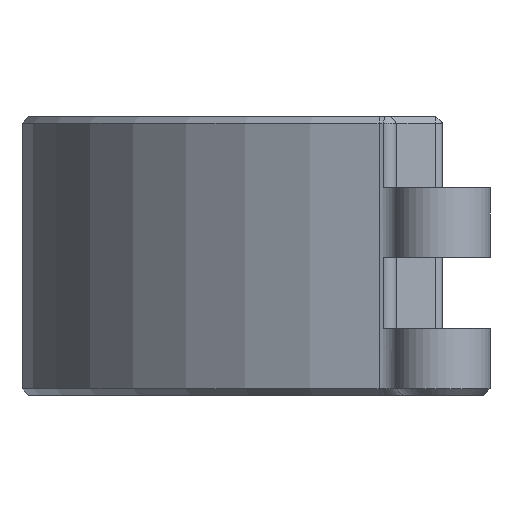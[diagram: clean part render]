
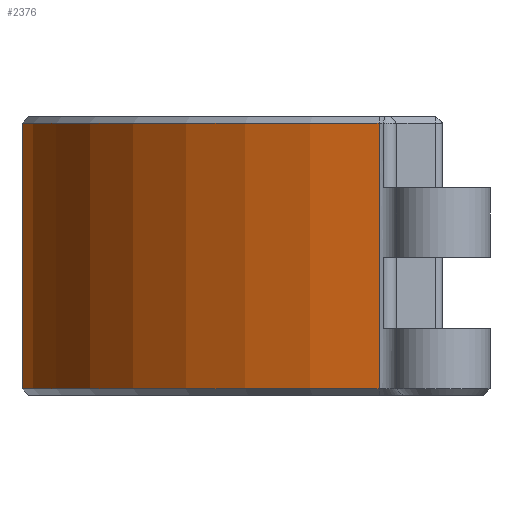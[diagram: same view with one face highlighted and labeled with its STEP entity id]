
A CAD part, left-side view. The second image highlights one B-rep face of the part: STEP entity #2376.
In plain terms, the highlighted cylindrical face has radius 57.422 mm (diameter 114.845 mm), a partial arc.
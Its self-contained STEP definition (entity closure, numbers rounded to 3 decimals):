
#304 = CONICAL_SURFACE('',#305,57.423,0.785);
#305 = AXIS2_PLACEMENT_3D('',#306,#307,#308);
#306 = CARTESIAN_POINT('',(0.,0.,-18.1));
#307 = DIRECTION('',(0.,0.,1.));
#308 = DIRECTION('',(-0.989,0.15,0.));
#616 = CYLINDRICAL_SURFACE('',#617,3.);
#617 = AXIS2_PLACEMENT_3D('',#618,#619,#620);
#618 = CARTESIAN_POINT('',(-59.737,9.073,-19.));
#619 = DIRECTION('',(-0.,-0.,-1.));
#620 = DIRECTION('',(1.,0.,0.));
#1062 = VERTEX_POINT('',#1063);
#1063 = CARTESIAN_POINT('',(56.882,7.863,-18.1));
#1099 = CYLINDRICAL_SURFACE('',#1100,1.);
#1100 = AXIS2_PLACEMENT_3D('',#1101,#1102,#1103);
#1101 = CARTESIAN_POINT('',(57.872,8.,-19.));
#1102 = DIRECTION('',(-0.,-0.,-1.));
#1103 = DIRECTION('',(1.,0.,0.));
#1167 = VERTEX_POINT('',#1168);
#1168 = CARTESIAN_POINT('',(-56.771,8.623,-18.1));
#1189 = EDGE_CURVE('',#1167,#1062,#1190,.T.);
#1190 = SURFACE_CURVE('',#1191,(#1196,#1203),.PCURVE_S1.);
#1191 = CIRCLE('',#1192,57.423);
#1192 = AXIS2_PLACEMENT_3D('',#1193,#1194,#1195);
#1193 = CARTESIAN_POINT('',(0.,0.,-18.1));
#1194 = DIRECTION('',(0.,0.,-1.));
#1195 = DIRECTION('',(-0.989,0.15,0.));
#1196 = PCURVE('',#304,#1197);
#1197 = DEFINITIONAL_REPRESENTATION('',(#1198),#1202);
#1198 = LINE('',#1199,#1200);
#1199 = CARTESIAN_POINT('',(-0.,-0.));
#1200 = VECTOR('',#1201,1.);
#1201 = DIRECTION('',(-1.,-0.));
#1202 = ( GEOMETRIC_REPRESENTATION_CONTEXT(2) 
PARAMETRIC_REPRESENTATION_CONTEXT() REPRESENTATION_CONTEXT('2D SPACE',''
  ) );
#1203 = PCURVE('',#1204,#1209);
#1204 = CYLINDRICAL_SURFACE('',#1205,57.423);
#1205 = AXIS2_PLACEMENT_3D('',#1206,#1207,#1208);
#1206 = CARTESIAN_POINT('',(0.,0.,-19.));
#1207 = DIRECTION('',(-0.,-0.,-1.));
#1208 = DIRECTION('',(1.,0.,0.));
#1209 = DEFINITIONAL_REPRESENTATION('',(#1210),#1214);
#1210 = LINE('',#1211,#1212);
#1211 = CARTESIAN_POINT('',(-2.991,-0.9));
#1212 = VECTOR('',#1213,1.);
#1213 = DIRECTION('',(1.,-0.));
#1214 = ( GEOMETRIC_REPRESENTATION_CONTEXT(2) 
PARAMETRIC_REPRESENTATION_CONTEXT() REPRESENTATION_CONTEXT('2D SPACE',''
  ) );
#1650 = VERTEX_POINT('',#1651);
#1651 = CARTESIAN_POINT('',(-56.771,8.623,18.1));
#1678 = EDGE_CURVE('',#1167,#1650,#1679,.T.);
#1679 = SURFACE_CURVE('',#1680,(#1684,#1691),.PCURVE_S1.);
#1680 = LINE('',#1681,#1682);
#1681 = CARTESIAN_POINT('',(-56.771,8.623,-19.));
#1682 = VECTOR('',#1683,1.);
#1683 = DIRECTION('',(0.,0.,1.));
#1684 = PCURVE('',#616,#1685);
#1685 = DEFINITIONAL_REPRESENTATION('',(#1686),#1690);
#1686 = LINE('',#1687,#1688);
#1687 = CARTESIAN_POINT('',(-6.132,0.));
#1688 = VECTOR('',#1689,1.);
#1689 = DIRECTION('',(-0.,-1.));
#1690 = ( GEOMETRIC_REPRESENTATION_CONTEXT(2) 
PARAMETRIC_REPRESENTATION_CONTEXT() REPRESENTATION_CONTEXT('2D SPACE',''
  ) );
#1691 = PCURVE('',#1204,#1692);
#1692 = DEFINITIONAL_REPRESENTATION('',(#1693),#1697);
#1693 = LINE('',#1694,#1695);
#1694 = CARTESIAN_POINT('',(-2.991,0.));
#1695 = VECTOR('',#1696,1.);
#1696 = DIRECTION('',(-0.,-1.));
#1697 = ( GEOMETRIC_REPRESENTATION_CONTEXT(2) 
PARAMETRIC_REPRESENTATION_CONTEXT() REPRESENTATION_CONTEXT('2D SPACE',''
  ) );
#2325 = EDGE_CURVE('',#1062,#2326,#2328,.T.);
#2326 = VERTEX_POINT('',#2327);
#2327 = CARTESIAN_POINT('',(56.882,7.863,18.1));
#2328 = SURFACE_CURVE('',#2329,(#2333,#2340),.PCURVE_S1.);
#2329 = LINE('',#2330,#2331);
#2330 = CARTESIAN_POINT('',(56.882,7.863,-19.));
#2331 = VECTOR('',#2332,1.);
#2332 = DIRECTION('',(0.,0.,1.));
#2333 = PCURVE('',#1099,#2334);
#2334 = DEFINITIONAL_REPRESENTATION('',(#2335),#2339);
#2335 = LINE('',#2336,#2337);
#2336 = CARTESIAN_POINT('',(-3.279,0.));
#2337 = VECTOR('',#2338,1.);
#2338 = DIRECTION('',(-0.,-1.));
#2339 = ( GEOMETRIC_REPRESENTATION_CONTEXT(2) 
PARAMETRIC_REPRESENTATION_CONTEXT() REPRESENTATION_CONTEXT('2D SPACE',''
  ) );
#2340 = PCURVE('',#1204,#2341);
#2341 = DEFINITIONAL_REPRESENTATION('',(#2342),#2346);
#2342 = LINE('',#2343,#2344);
#2343 = CARTESIAN_POINT('',(-0.137,0.));
#2344 = VECTOR('',#2345,1.);
#2345 = DIRECTION('',(-0.,-1.));
#2346 = ( GEOMETRIC_REPRESENTATION_CONTEXT(2) 
PARAMETRIC_REPRESENTATION_CONTEXT() REPRESENTATION_CONTEXT('2D SPACE',''
  ) );
#2376 = ADVANCED_FACE('',(#2377),#1204,.T.);
#2377 = FACE_BOUND('',#2378,.F.);
#2378 = EDGE_LOOP('',(#2379,#2380,#2407,#2408));
#2379 = ORIENTED_EDGE('',*,*,#2325,.T.);
#2380 = ORIENTED_EDGE('',*,*,#2381,.T.);
#2381 = EDGE_CURVE('',#2326,#1650,#2382,.T.);
#2382 = SURFACE_CURVE('',#2383,(#2388,#2395),.PCURVE_S1.);
#2383 = CIRCLE('',#2384,57.423);
#2384 = AXIS2_PLACEMENT_3D('',#2385,#2386,#2387);
#2385 = CARTESIAN_POINT('',(0.,0.,18.1));
#2386 = DIRECTION('',(0.,-0.,1.));
#2387 = DIRECTION('',(0.991,0.137,0.));
#2388 = PCURVE('',#1204,#2389);
#2389 = DEFINITIONAL_REPRESENTATION('',(#2390),#2394);
#2390 = LINE('',#2391,#2392);
#2391 = CARTESIAN_POINT('',(-0.137,-37.1));
#2392 = VECTOR('',#2393,1.);
#2393 = DIRECTION('',(-1.,0.));
#2394 = ( GEOMETRIC_REPRESENTATION_CONTEXT(2) 
PARAMETRIC_REPRESENTATION_CONTEXT() REPRESENTATION_CONTEXT('2D SPACE',''
  ) );
#2395 = PCURVE('',#2396,#2401);
#2396 = CONICAL_SURFACE('',#2397,57.423,0.785);
#2397 = AXIS2_PLACEMENT_3D('',#2398,#2399,#2400);
#2398 = CARTESIAN_POINT('',(0.,0.,18.1));
#2399 = DIRECTION('',(-0.,-0.,-1.));
#2400 = DIRECTION('',(0.991,0.137,0.));
#2401 = DEFINITIONAL_REPRESENTATION('',(#2402),#2406);
#2402 = LINE('',#2403,#2404);
#2403 = CARTESIAN_POINT('',(-0.,0.));
#2404 = VECTOR('',#2405,1.);
#2405 = DIRECTION('',(-1.,0.));
#2406 = ( GEOMETRIC_REPRESENTATION_CONTEXT(2) 
PARAMETRIC_REPRESENTATION_CONTEXT() REPRESENTATION_CONTEXT('2D SPACE',''
  ) );
#2407 = ORIENTED_EDGE('',*,*,#1678,.F.);
#2408 = ORIENTED_EDGE('',*,*,#1189,.T.);
